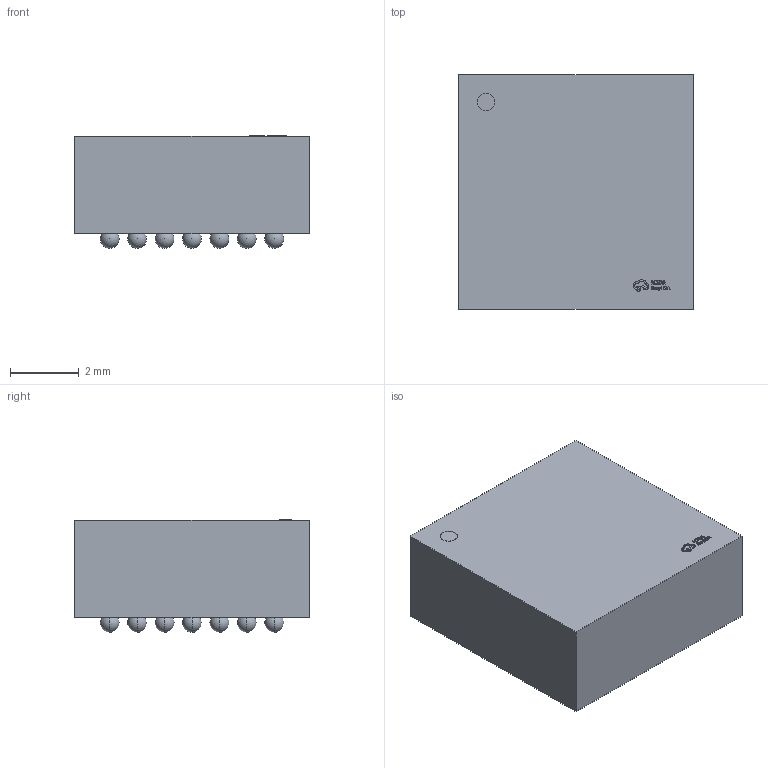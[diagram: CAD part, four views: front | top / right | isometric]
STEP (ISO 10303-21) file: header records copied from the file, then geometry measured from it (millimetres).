
FILE_DESCRIPTION (( 'STEP AP214' ), '1' );
FILE_NAME ('CBGA-32_L6.9-W6.9-H3.3-P0.80-TL_ADXRS6XXTBGZ-XX.step', '2022-06-22T14:21:05', ( '' ), ( '' ), 'SwSTEP 2.0', 'SolidWorks 2020', '' );
FILE_SCHEMA (( 'AUTOMOTIVE_DESIGN' ));
Length unit declared in the file: millimetre
Products named in the file (1): CBGA-32_L6.9-W6.9-H3.3-P0.80-TL_ADXRS6XXTBGZ-XX
Bounding box: 6.85 x 6.85 x 3.29 mm (x, y, z)
Volume: 136.1 mm3; surface area: 201 mm2
Topology: 33 solids, 33 shells, 388 faces, 1077 edges, 718 vertices
Faces by surface type: plane 210, bspline 112, sphere 64, cylinder 2
Entity records: 16364 total; most frequent: CARTESIAN_POINT 4032, ORIENTED_EDGE 1834, DIRECTION 1375, EDGE_CURVE 917, VERTEX_POINT 622, LINE 557, VECTOR 557, EDGE_LOOP 415
